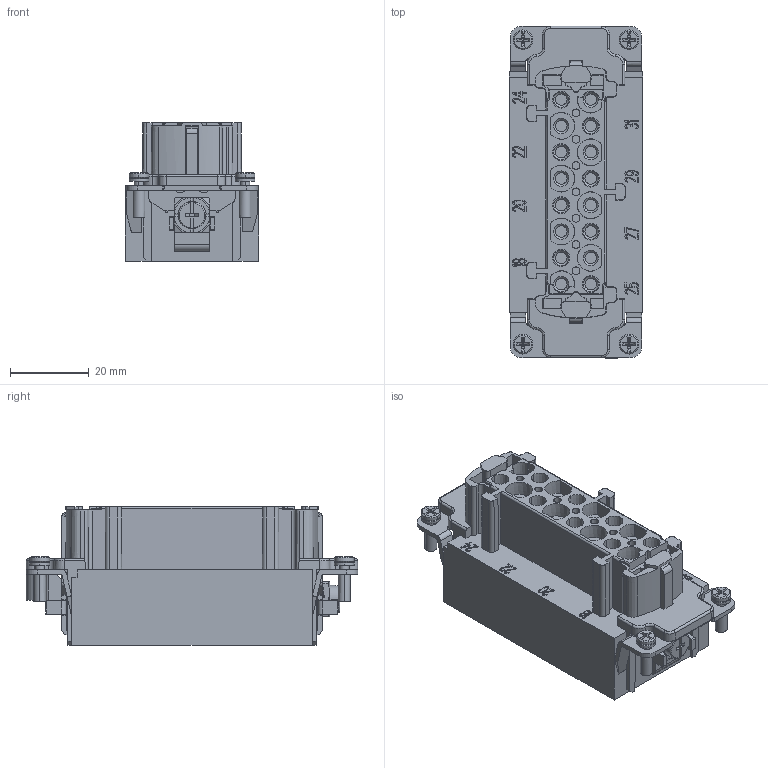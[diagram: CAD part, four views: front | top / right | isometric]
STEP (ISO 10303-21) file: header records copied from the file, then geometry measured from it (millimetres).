
FILE_DESCRIPTION((''),'2;1');
FILE_NAME('HE-016-FS','2017-08-04T',('tl.yang'),(''),'PRO/ENGINEER BY PARAMETRIC TECHNOLOGY CORPORATION, 2011500','PRO/ENGINEER BY PARAMETRIC TECHNOLOGY CORPORATION, 2011500','');
FILE_SCHEMA(('CONFIG_CONTROL_DESIGN'));
Products named in the file (1): HE-016-FS
Bounding box: 33.9 x 84.5 x 35.2 mm (x, y, z)
Volume: 52439.6 mm3; surface area: 24691.7 mm2
Topology: 1 solids, 2 shells, 2226 faces, 6261 edges, 4130 vertices
Faces by surface type: plane 1685, cylinder 277, cone 184, bspline 54, torus 26
Entity records: 74148 total; most frequent: CARTESIAN_POINT 16297, ORIENTED_EDGE 12522, DIRECTION 11275, EDGE_CURVE 6261, VECTOR 4933, LINE 4933, VERTEX_POINT 4130, AXIS2_PLACEMENT_3D 3171
